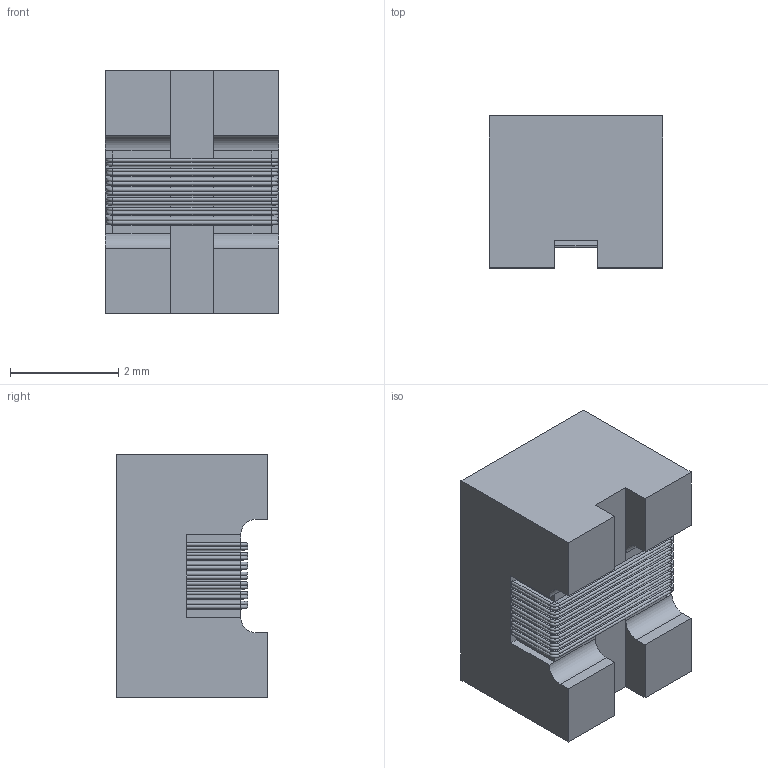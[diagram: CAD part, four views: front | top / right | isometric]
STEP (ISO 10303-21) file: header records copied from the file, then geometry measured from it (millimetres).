
FILE_DESCRIPTION((''),'2;1');
FILE_NAME('SRF4532.stp','2014-08-06T10:13:48',('brandonc'),(''),'Autodesk Inventor 2012','Autodesk Inventor 2012','');
FILE_SCHEMA(('AUTOMOTIVE_DESIGN { 1 0 10303 214 1 1 1 1 }'));
Length unit declared in the file: millimetre
Products named in the file (1): SRF4532
Bounding box: 3.2 x 2.8 x 4.5 mm (x, y, z)
Volume: 36.2 mm3; surface area: 91.1 mm2
Topology: 1 solids, 1 shells, 310 faces, 787 edges, 395 vertices
Faces by surface type: plane 180, cone 56, cylinder 46, torus 28
Entity records: 8814 total; most frequent: DIRECTION 1508, ORIENTED_EDGE 1462, CARTESIAN_POINT 1437, EDGE_CURVE 731, VECTOR 576, LINE 576, AXIS2_PLACEMENT_3D 466, VERTEX_POINT 395
